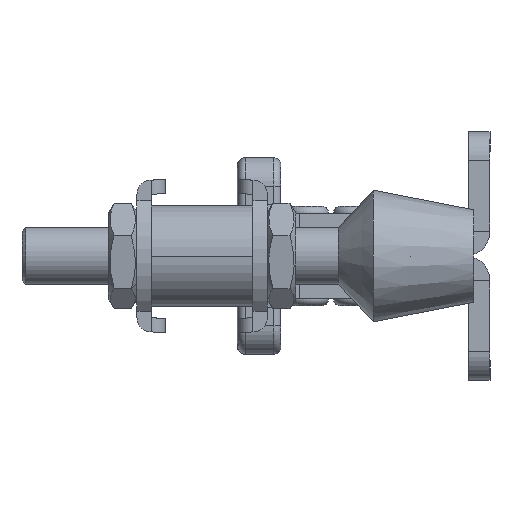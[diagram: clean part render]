
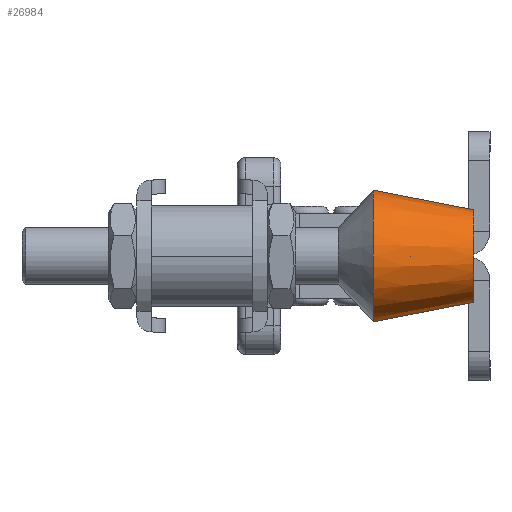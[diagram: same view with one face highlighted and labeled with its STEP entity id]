
A CAD part, left-side view. The second image highlights one B-rep face of the part: STEP entity #26984.
In plain terms, the highlighted conical face has half-angle 11 degrees and reference radius 6.5 mm.
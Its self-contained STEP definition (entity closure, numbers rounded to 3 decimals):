
#304 = VERTEX_POINT ( 'NONE', #26066 ) ;
#327 = VERTEX_POINT ( 'NONE', #26089 ) ;
#1402 = EDGE_LOOP ( 'NONE', ( #4123, #4124, #4125, #4126 ) ) ;
#2899 = AXIS2_PLACEMENT_3D ( 'NONE', #9525, #9524, #9516 ) ;
#4123 = ORIENTED_EDGE ( 'NONE', *, *, #28356, .F. ) ;
#4124 = ORIENTED_EDGE ( 'NONE', *, *, #28363, .F. ) ;
#4125 = ORIENTED_EDGE ( 'NONE', *, *, #28358, .T. ) ;
#4126 = ORIENTED_EDGE ( 'NONE', *, *, #28362, .T. ) ;
#5292 = FACE_OUTER_BOUND ( 'NONE', #1402, .T. ) ;
#5298 = CONICAL_SURFACE ( 'NONE', #2899, 6.5, 0.192 ) ;
#9516 = DIRECTION ( 'NONE',  ( 0., 0., 1. ) ) ;
#9524 = DIRECTION ( 'NONE',  ( 0., 1., 0. ) ) ;
#9525 = CARTESIAN_POINT ( 'NONE',  ( 0., 0., 0. ) ) ;
#11090 = LINE ( 'NONE', #25483, #11094 ) ;
#11094 = VECTOR ( 'NONE', #25481, 1000. ) ;
#11095 = LINE ( 'NONE', #25487, #11097 ) ;
#11097 = VECTOR ( 'NONE', #25482, 1000. ) ;
#11099 = CIRCLE ( 'NONE', #12932, 9.243 ) ;
#11103 = CIRCLE ( 'NONE', #12933, 6.5 ) ;
#12932 = AXIS2_PLACEMENT_3D ( 'NONE', #25498, #25499, #25500 ) ;
#12933 = AXIS2_PLACEMENT_3D ( 'NONE', #25503, #25504, #25505 ) ;
#25481 = DIRECTION ( 'NONE',  ( 0., 0.982, -0.191 ) ) ;
#25482 = DIRECTION ( 'NONE',  ( 0., 0.982, 0.191 ) ) ;
#25483 = CARTESIAN_POINT ( 'NONE',  ( 0., 0., -6.5 ) ) ;
#25487 = CARTESIAN_POINT ( 'NONE',  ( 0., 0., 6.5 ) ) ;
#25498 = CARTESIAN_POINT ( 'NONE',  ( 0., 14.111, 0. ) ) ;
#25499 = DIRECTION ( 'NONE',  ( 0., -1., 0. ) ) ;
#25500 = DIRECTION ( 'NONE',  ( 0., 0., -1. ) ) ;
#25503 = CARTESIAN_POINT ( 'NONE',  ( 0., 0., 0. ) ) ;
#25504 = DIRECTION ( 'NONE',  ( 0., -1., 0. ) ) ;
#25505 = DIRECTION ( 'NONE',  ( 0., 0., -1. ) ) ;
#25629 = CARTESIAN_POINT ( 'NONE',  ( 0., 0., 6.5 ) ) ;
#25665 = CARTESIAN_POINT ( 'NONE',  ( 0., 0., -6.5 ) ) ;
#26066 = CARTESIAN_POINT ( 'NONE',  ( 0., 14.111, -9.243 ) ) ;
#26089 = CARTESIAN_POINT ( 'NONE',  ( 0., 14.111, 9.243 ) ) ;
#26984 = ADVANCED_FACE ( 'NONE', ( #5292 ), #5298, .T. ) ;
#28356 = EDGE_CURVE ( 'NONE', #28492, #304, #11090, .T. ) ;
#28358 = EDGE_CURVE ( 'NONE', #28456, #327, #11095, .T. ) ;
#28362 = EDGE_CURVE ( 'NONE', #327, #304, #11099, .T. ) ;
#28363 = EDGE_CURVE ( 'NONE', #28456, #28492, #11103, .T. ) ;
#28456 = VERTEX_POINT ( 'NONE', #25629 ) ;
#28492 = VERTEX_POINT ( 'NONE', #25665 ) ;
